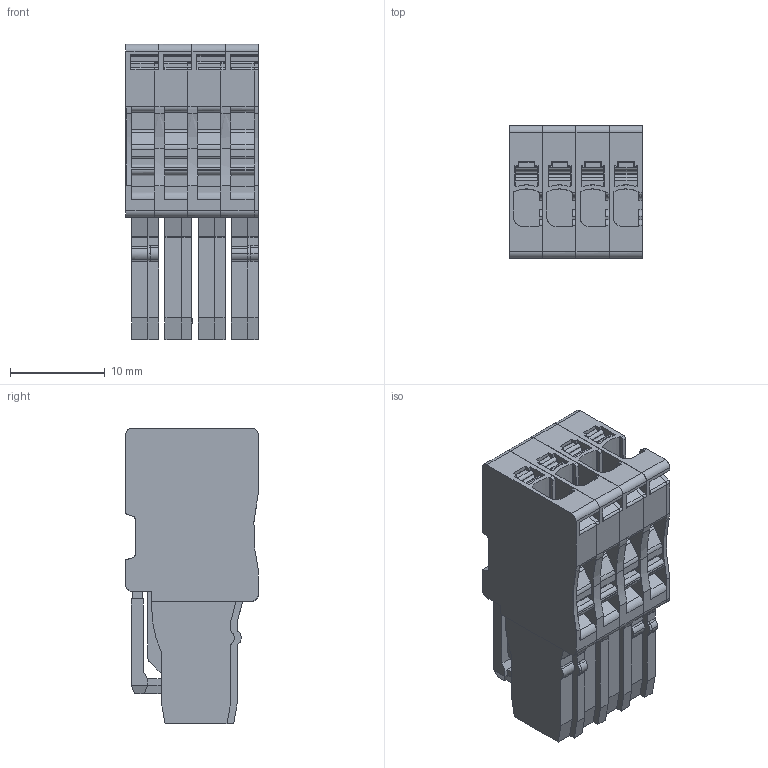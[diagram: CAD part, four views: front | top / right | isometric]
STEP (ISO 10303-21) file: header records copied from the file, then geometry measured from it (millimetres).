
FILE_DESCRIPTION(('CATIA V5R20 STEP214','CAx-IF Rec.Pracs.--- Model Styling and Organization---1.4--- 2014-01-23'),'2;1');
FILE_NAME ('D1362267_1', '2019-02-11T07:31:45+00:00', ('Weidmueller Interface'), ('Weidmueller'), 'CATIA Version 5-6 Release 2016 SP3 HF44', 'CATIA V5 STEP AP214', 'none');
FILE_SCHEMA(('AUTOMOTIVE_DESIGN { 1 0 10303 214 1 1 1 1 }'));
Length unit declared in the file: millimetre
Products named in the file (1): 2482450000
Bounding box: 14 x 14 x 31.15 mm (x, y, z)
Volume: 4000.6 mm3; surface area: 6276 mm2
Topology: 9 solids, 9 shells, 1508 faces, 4429 edges, 2997 vertices
Faces by surface type: plane 878, cylinder 630
Entity records: 51569 total; most frequent: CARTESIAN_POINT 12888, ORIENTED_EDGE 8858, DIRECTION 6623, EDGE_CURVE 4429, VERTEX_POINT 2997, VECTOR 2979, LINE 2979, AXIS2_PLACEMENT_3D 2288
